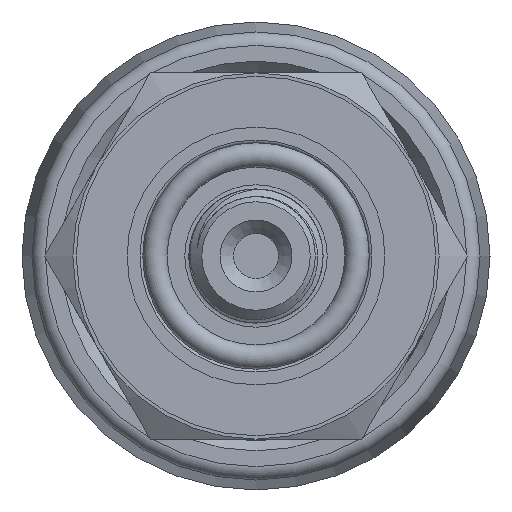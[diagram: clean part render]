
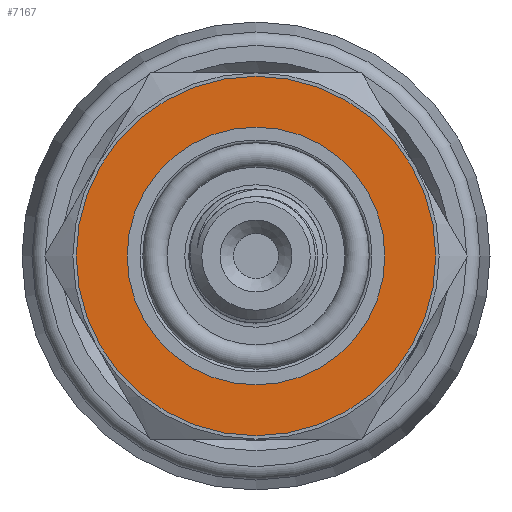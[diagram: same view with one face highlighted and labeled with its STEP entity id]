
A CAD part, left-side view. The second image highlights one B-rep face of the part: STEP entity #7167.
In plain terms, the highlighted planar face has unit normal (-1, 0, 0).
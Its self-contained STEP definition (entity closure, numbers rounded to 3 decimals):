
#119=PLANE('',#7482);
#401=FACE_BOUND('',#1232,.T.);
#815=FACE_OUTER_BOUND('',#1231,.T.);
#1231=EDGE_LOOP('',(#6517));
#1232=EDGE_LOOP('',(#6518));
#1390=CIRCLE('',#7466,13.25);
#1399=CIRCLE('',#7481,9.5);
#3391=VERTEX_POINT('',#26985);
#3401=VERTEX_POINT('',#28480);
#4437=EDGE_CURVE('',#3391,#3391,#1390,.T.);
#4457=EDGE_CURVE('',#3401,#3401,#1399,.T.);
#6517=ORIENTED_EDGE('',*,*,#4437,.T.);
#6518=ORIENTED_EDGE('',*,*,#4457,.T.);
#7167=ADVANCED_FACE('',(#815,#401),#119,.T.);
#7466=AXIS2_PLACEMENT_3D('',#26986,#8354,#8355);
#7481=AXIS2_PLACEMENT_3D('',#28481,#8387,#8388);
#7482=AXIS2_PLACEMENT_3D('',#28483,#8390,#8391);
#8354=DIRECTION('center_axis',(-1.,0.,0.));
#8355=DIRECTION('ref_axis',(0.,1.,0.));
#8387=DIRECTION('center_axis',(1.,0.,0.));
#8388=DIRECTION('ref_axis',(0.,0.,-1.));
#8390=DIRECTION('center_axis',(-1.,0.,0.));
#8391=DIRECTION('ref_axis',(0.,0.,1.));
#26985=CARTESIAN_POINT('',(-48.,-13.25,0.));
#26986=CARTESIAN_POINT('Origin',(-48.,0.,0.));
#28480=CARTESIAN_POINT('',(-48.,-9.5,0.));
#28481=CARTESIAN_POINT('Origin',(-48.,0.,0.));
#28483=CARTESIAN_POINT('Origin',(-48.,13.5,0.));
